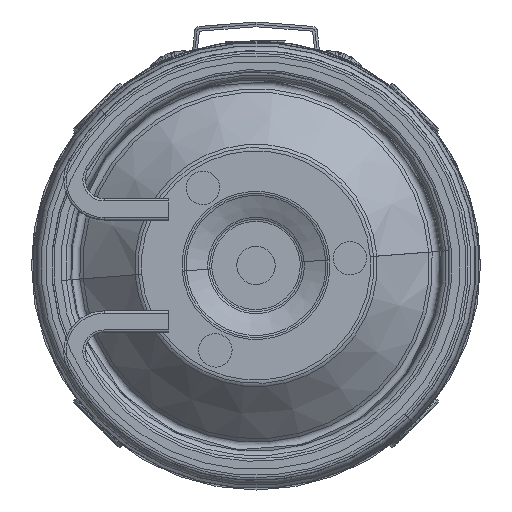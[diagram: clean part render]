
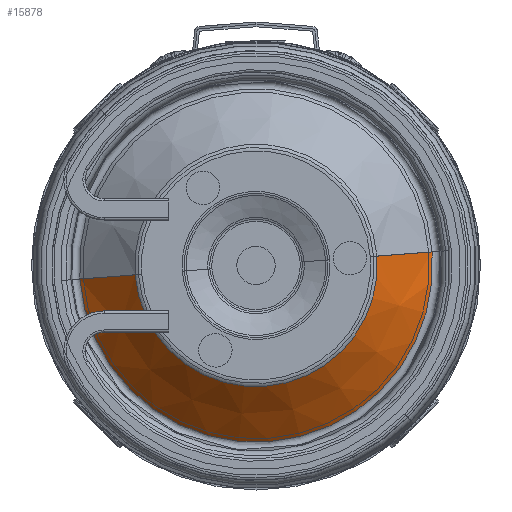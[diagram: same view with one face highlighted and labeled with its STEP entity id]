
A CAD part, front view. The second image highlights one B-rep face of the part: STEP entity #15878.
In plain terms, the highlighted conical face has half-angle 46.546 degrees and reference radius 25.375 mm.
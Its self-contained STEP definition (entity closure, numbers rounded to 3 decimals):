
#128 = EDGE_CURVE ( 'NONE', #6268, #16536, #19271, .T. ) ;
#1378 = ORIENTED_EDGE ( 'NONE', *, *, #14455, .F. ) ;
#1946 = AXIS2_PLACEMENT_3D ( 'NONE', #20955, #34183, #34384 ) ;
#4604 = VERTEX_POINT ( 'NONE', #8524 ) ;
#5499 = CARTESIAN_POINT ( 'NONE',  ( 0., 0.548, 0. ) ) ;
#5935 = AXIS2_PLACEMENT_3D ( 'NONE', #26595, #6932, #10242 ) ;
#6021 = VECTOR ( 'NONE', #16145, 1000. ) ;
#6268 = VERTEX_POINT ( 'NONE', #37225 ) ;
#6932 = DIRECTION ( 'NONE',  ( 0., 1., 0. ) ) ;
#8524 = CARTESIAN_POINT ( 'NONE',  ( 0., 0.548, 25.376 ) ) ;
#10242 = DIRECTION ( 'NONE',  ( 0., 0., 1. ) ) ;
#13117 = AXIS2_PLACEMENT_3D ( 'NONE', #5499, #33764, #40697 ) ;
#13886 = CARTESIAN_POINT ( 'NONE',  ( 0., 0.548, 25.376 ) ) ;
#14455 = EDGE_CURVE ( 'NONE', #16536, #19076, #32006, .T. ) ;
#14771 = EDGE_CURVE ( 'NONE', #6268, #4604, #19304, .T. ) ;
#15224 = ORIENTED_EDGE ( 'NONE', *, *, #31019, .T. ) ;
#15878 = ADVANCED_FACE ( 'NONE', ( #34180 ), #36581, .T. ) ;
#16145 = DIRECTION ( 'NONE',  ( 0., 0.688, -0.726 ) ) ;
#16536 = VERTEX_POINT ( 'NONE', #36919 ) ;
#18376 = ORIENTED_EDGE ( 'NONE', *, *, #14771, .T. ) ;
#19076 = VERTEX_POINT ( 'NONE', #27597 ) ;
#19271 = LINE ( 'NONE', #22809, #6021 ) ;
#19304 = CIRCLE ( 'NONE', #5935, 25.376 ) ;
#20955 = CARTESIAN_POINT ( 'NONE',  ( 0., 11.526, 0. ) ) ;
#22285 = VECTOR ( 'NONE', #33197, 1000. ) ;
#22809 = CARTESIAN_POINT ( 'NONE',  ( 0., 0.548, -25.376 ) ) ;
#23529 = EDGE_LOOP ( 'NONE', ( #26884, #18376, #15224, #1378 ) ) ;
#23933 = LINE ( 'NONE', #13886, #22285 ) ;
#26595 = CARTESIAN_POINT ( 'NONE',  ( 0., 0.548, 0. ) ) ;
#26884 = ORIENTED_EDGE ( 'NONE', *, *, #128, .F. ) ;
#27597 = CARTESIAN_POINT ( 'NONE',  ( 0., 11.526, 36.962 ) ) ;
#31019 = EDGE_CURVE ( 'NONE', #4604, #19076, #23933, .T. ) ;
#32006 = CIRCLE ( 'NONE', #1946, 36.962 ) ;
#33197 = DIRECTION ( 'NONE',  ( 0., 0.688, 0.726 ) ) ;
#33764 = DIRECTION ( 'NONE',  ( 0., 1., 0. ) ) ;
#34180 = FACE_OUTER_BOUND ( 'NONE', #23529, .T. ) ;
#34183 = DIRECTION ( 'NONE',  ( 0., 1., 0. ) ) ;
#34384 = DIRECTION ( 'NONE',  ( 0., 0., 1. ) ) ;
#36581 = CONICAL_SURFACE ( 'NONE', #13117, 25.376, 0.812 ) ;
#36919 = CARTESIAN_POINT ( 'NONE',  ( 0., 11.526, -36.962 ) ) ;
#37225 = CARTESIAN_POINT ( 'NONE',  ( 0., 0.548, -25.376 ) ) ;
#40697 = DIRECTION ( 'NONE',  ( 0., 0., 1. ) ) ;
